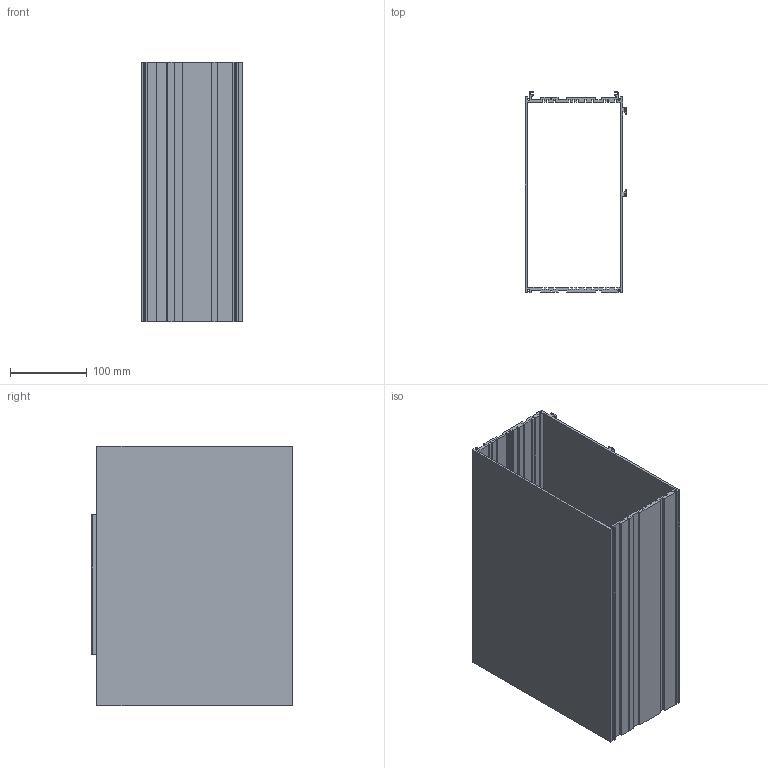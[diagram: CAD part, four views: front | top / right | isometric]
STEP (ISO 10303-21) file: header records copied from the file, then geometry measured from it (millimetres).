
FILE_DESCRIPTION (( 'STEP AP214' ), '1' );
FILE_NAME ('S19-(88chip)-extruded-aluminum-enclosure.STEP', '2024-12-11T17:39:00', ( '' ), ( '' ), 'SwSTEP 2.0', 'SolidWorks 2023', '' );
FILE_SCHEMA (( 'AUTOMOTIVE_DESIGN' ));
Length unit declared in the file: millimetre
Products named in the file (1): S19-(88chip)-extruded-aluminum-enclosure
Bounding box: 132.35 x 262.17 x 338 mm (x, y, z)
Volume: 943222.1 mm3; surface area: 586167.7 mm2
Topology: 1 solids, 1 shells, 234 faces, 695 edges, 462 vertices
Faces by surface type: plane 211, cylinder 23
Entity records: 7740 total; most frequent: CARTESIAN_POINT 1392, ORIENTED_EDGE 1390, DIRECTION 1211, EDGE_CURVE 695, LINE 649, VECTOR 649, VERTEX_POINT 462, AXIS2_PLACEMENT_3D 281
